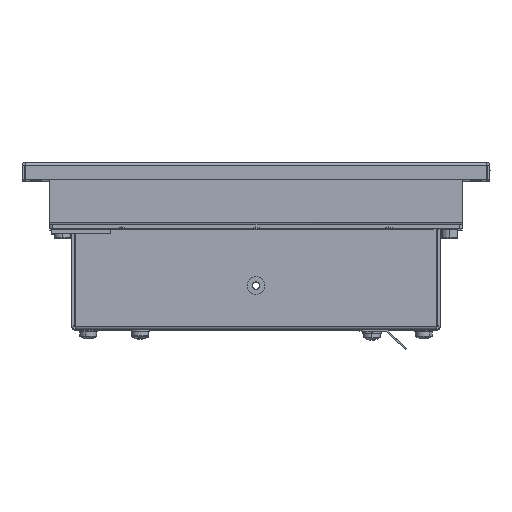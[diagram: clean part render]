
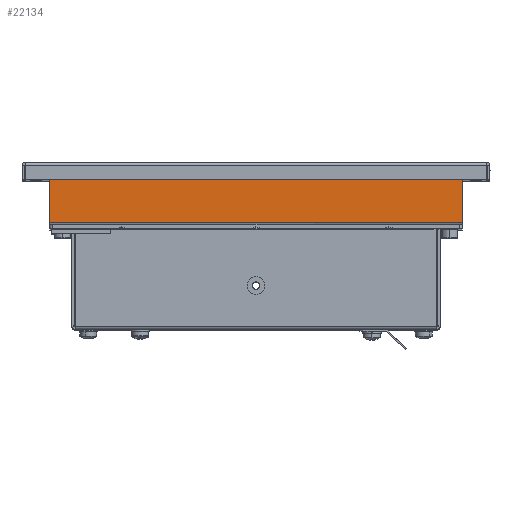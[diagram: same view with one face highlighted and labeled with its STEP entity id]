
A CAD part, top view. The second image highlights one B-rep face of the part: STEP entity #22134.
In plain terms, the highlighted face is planar.
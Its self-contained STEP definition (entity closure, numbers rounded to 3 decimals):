
#1125 = EDGE_LOOP ( 'NONE', ( #13835, #41052, #33315, #31092 ) ) ;
#5314 = CARTESIAN_POINT ( 'NONE',  ( -6., -5., 155.4 ) ) ;
#6596 = VERTEX_POINT ( 'NONE', #34118 ) ;
#7615 = CARTESIAN_POINT ( 'NONE',  ( -6., -19.5, 147.4 ) ) ;
#8152 = CARTESIAN_POINT ( 'NONE',  ( -6., -5., 147.4 ) ) ;
#11524 = LINE ( 'NONE', #8152, #15935 ) ;
#12613 = VECTOR ( 'NONE', #46477, 1000. ) ;
#13835 = ORIENTED_EDGE ( 'NONE', *, *, #39119, .T. ) ;
#13880 = EDGE_CURVE ( 'NONE', #22436, #43105, #11524, .T. ) ;
#14522 = CARTESIAN_POINT ( 'NONE',  ( -6., -19.5, 155.4 ) ) ;
#14688 = DIRECTION ( 'NONE',  ( 0., 0., -1. ) ) ;
#15924 = EDGE_CURVE ( 'NONE', #43105, #46503, #24417, .T. ) ;
#15935 = VECTOR ( 'NONE', #41508, 1000. ) ;
#16648 = FACE_OUTER_BOUND ( 'NONE', #1125, .T. ) ;
#22134 = ADVANCED_FACE ( 'NONE', ( #16648 ), #35488, .F. ) ;
#22436 = VERTEX_POINT ( 'NONE', #7615 ) ;
#24076 = AXIS2_PLACEMENT_3D ( 'NONE', #5314, #31373, #46130 ) ;
#24417 = LINE ( 'NONE', #28959, #29867 ) ;
#24955 = CARTESIAN_POINT ( 'NONE',  ( -6., -5., 8. ) ) ;
#28959 = CARTESIAN_POINT ( 'NONE',  ( -6., -5., 155.4 ) ) ;
#29867 = VECTOR ( 'NONE', #14688, 1000. ) ;
#31092 = ORIENTED_EDGE ( 'NONE', *, *, #38595, .T. ) ;
#31373 = DIRECTION ( 'NONE',  ( 1., 0., 0. ) ) ;
#31961 = VECTOR ( 'NONE', #37699, 1000. ) ;
#33237 = CARTESIAN_POINT ( 'NONE',  ( -6., -5., 8. ) ) ;
#33315 = ORIENTED_EDGE ( 'NONE', *, *, #15924, .T. ) ;
#34118 = CARTESIAN_POINT ( 'NONE',  ( -6., -19.5, 8. ) ) ;
#35488 = PLANE ( 'NONE',  #24076 ) ;
#35508 = CARTESIAN_POINT ( 'NONE',  ( -6., -5., 147.4 ) ) ;
#37699 = DIRECTION ( 'NONE',  ( 0., 0., 1. ) ) ;
#38595 = EDGE_CURVE ( 'NONE', #46503, #6596, #42622, .T. ) ;
#39119 = EDGE_CURVE ( 'NONE', #6596, #22436, #47628, .T. ) ;
#41052 = ORIENTED_EDGE ( 'NONE', *, *, #13880, .T. ) ;
#41508 = DIRECTION ( 'NONE',  ( 0., 1., 0. ) ) ;
#42622 = LINE ( 'NONE', #24955, #12613 ) ;
#43105 = VERTEX_POINT ( 'NONE', #35508 ) ;
#46130 = DIRECTION ( 'NONE',  ( 0., 1., 0. ) ) ;
#46477 = DIRECTION ( 'NONE',  ( 0., -1., 0. ) ) ;
#46503 = VERTEX_POINT ( 'NONE', #33237 ) ;
#47628 = LINE ( 'NONE', #14522, #31961 ) ;
